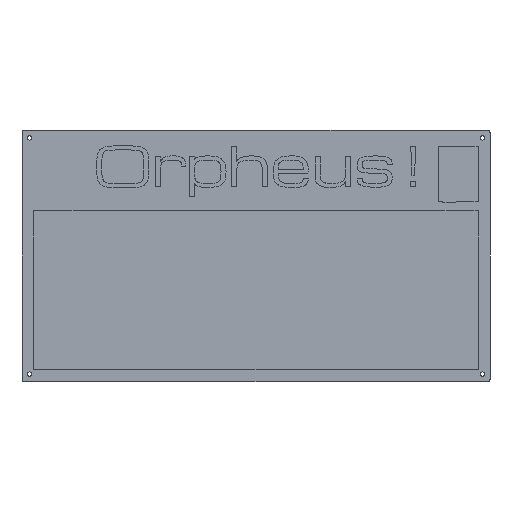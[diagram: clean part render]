
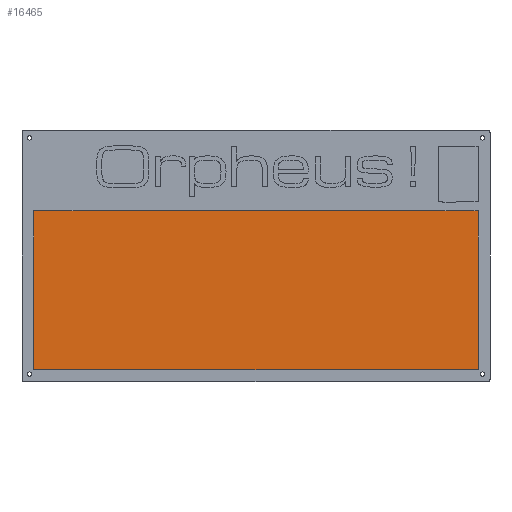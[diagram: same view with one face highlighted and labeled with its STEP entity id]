
A CAD part, front view. The second image highlights one B-rep face of the part: STEP entity #16465.
In plain terms, the highlighted planar face has unit normal (0, -1, 0).
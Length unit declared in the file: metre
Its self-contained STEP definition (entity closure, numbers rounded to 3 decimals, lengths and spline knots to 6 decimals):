
#651=CIRCLE('',#17460,0.002);
#652=CIRCLE('',#17461,0.002);
#2505=ORIENTED_EDGE('',*,*,#7373,.F.);
#2506=ORIENTED_EDGE('',*,*,#7646,.T.);
#2507=ORIENTED_EDGE('',*,*,#7647,.T.);
#2508=ORIENTED_EDGE('',*,*,#7648,.T.);
#2509=ORIENTED_EDGE('',*,*,#7363,.F.);
#2510=ORIENTED_EDGE('',*,*,#7639,.T.);
#2511=ORIENTED_EDGE('',*,*,#7643,.T.);
#2512=ORIENTED_EDGE('',*,*,#7641,.F.);
#7363=EDGE_CURVE('',#9947,#9948,#11433,.T.);
#7373=EDGE_CURVE('',#9957,#9958,#11443,.T.);
#7639=EDGE_CURVE('',#9947,#10212,#11510,.T.);
#7641=EDGE_CURVE('',#9958,#10213,#11512,.T.);
#7643=EDGE_CURVE('',#10212,#10213,#11514,.T.);
#7646=EDGE_CURVE('',#9957,#10214,#651,.F.);
#7647=EDGE_CURVE('',#10214,#10215,#11517,.F.);
#7648=EDGE_CURVE('',#10215,#9948,#652,.F.);
#9947=VERTEX_POINT('',#21690);
#9948=VERTEX_POINT('',#21691);
#9957=VERTEX_POINT('',#21711);
#9958=VERTEX_POINT('',#21713);
#10212=VERTEX_POINT('',#22581);
#10213=VERTEX_POINT('',#22585);
#10214=VERTEX_POINT('',#22594);
#10215=VERTEX_POINT('',#22596);
#11433=LINE('',#21689,#12861);
#11443=LINE('',#21712,#12871);
#11510=LINE('',#22580,#12938);
#11512=LINE('',#22584,#12940);
#11514=LINE('',#22588,#12942);
#11517=LINE('',#22595,#12945);
#12861=VECTOR('',#18155,1.);
#12871=VECTOR('',#18169,1.);
#12938=VECTOR('',#18324,1.);
#12940=VECTOR('',#18328,1.);
#12942=VECTOR('',#18332,1.);
#12945=VECTOR('',#18341,1.);
#14152=EDGE_LOOP('',(#2505,#2506,#2507,#2508,#2509,#2510,#2511,#2512));
#15160=FACE_BOUND('',#14152,.T.);
#16110=PLANE('',#17459);
#16465=ADVANCED_FACE('',(#15160),#16110,.T.);
#17459=AXIS2_PLACEMENT_3D('',#22592,#18337,#18338);
#17460=AXIS2_PLACEMENT_3D('',#22593,#18339,#18340);
#17461=AXIS2_PLACEMENT_3D('',#22597,#18342,#18343);
#18155=DIRECTION('',(1.,0.,0.));
#18169=DIRECTION('',(1.,0.,0.));
#18324=DIRECTION('',(0.,0.,-1.));
#18328=DIRECTION('',(0.,0.,-1.));
#18332=DIRECTION('',(1.,0.,0.));
#18337=DIRECTION('',(0.,-1.,0.));
#18338=DIRECTION('',(1.,0.,0.));
#18339=DIRECTION('',(0.,-1.,0.));
#18340=DIRECTION('',(0.,0.,-1.));
#18341=DIRECTION('',(1.,0.,0.));
#18342=DIRECTION('',(0.,-1.,0.));
#18343=DIRECTION('',(0.,0.,-1.));
#21689=CARTESIAN_POINT('',(-0.151539,-0.003,-0.081749));
#21690=CARTESIAN_POINT('',(-0.328302,-0.003,-0.081749));
#21691=CARTESIAN_POINT('',(-0.003777,-0.003,-0.081749));
#21711=CARTESIAN_POINT('',(0.008223,-0.003,-0.081749));
#21712=CARTESIAN_POINT('',(-0.151539,-0.003,-0.081749));
#21713=CARTESIAN_POINT('',(0.025223,-0.003,-0.081749));
#22580=CARTESIAN_POINT('',(-0.328302,-0.003,-0.144961));
#22581=CARTESIAN_POINT('',(-0.328302,-0.003,-0.208174));
#22584=CARTESIAN_POINT('',(0.025223,-0.003,-0.144961));
#22585=CARTESIAN_POINT('',(0.025223,-0.003,-0.208174));
#22588=CARTESIAN_POINT('',(-0.151539,-0.003,-0.208174));
#22592=CARTESIAN_POINT('',(-0.151539,-0.003,-0.117674));
#22593=CARTESIAN_POINT('',(0.008223,-0.003,-0.079749));
#22594=CARTESIAN_POINT('',(0.007216,-0.003,-0.081477));
#22595=CARTESIAN_POINT('',(0.002223,-0.003,-0.081477));
#22596=CARTESIAN_POINT('',(-0.002769,-0.003,-0.081477));
#22597=CARTESIAN_POINT('',(-0.003777,-0.003,-0.079749));
